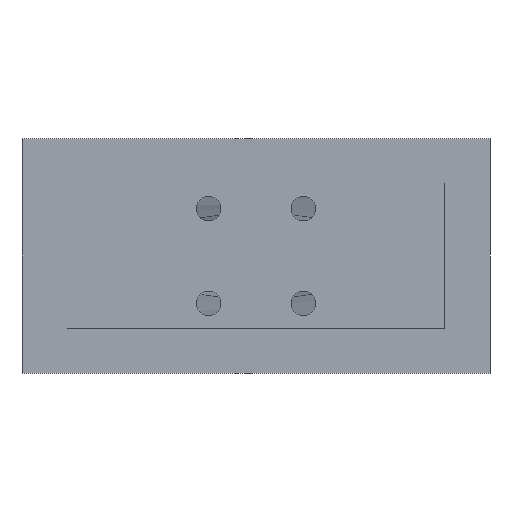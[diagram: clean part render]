
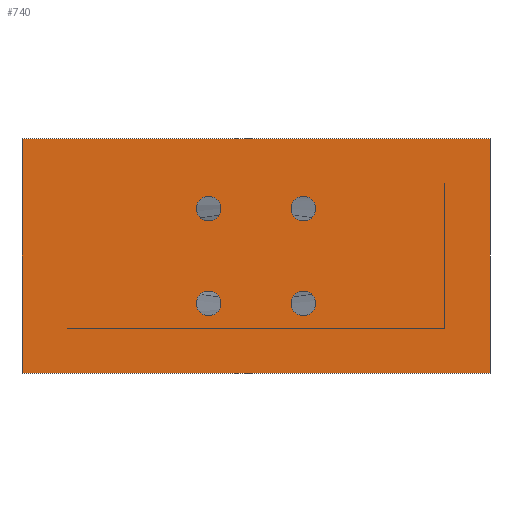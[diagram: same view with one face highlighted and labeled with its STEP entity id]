
A CAD part, left-side view. The second image highlights one B-rep face of the part: STEP entity #740.
In plain terms, the highlighted planar face has unit normal (-1, 0, 0).
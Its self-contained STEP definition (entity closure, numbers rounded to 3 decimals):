
#25=CIRCLE('',#779,1.1);
#26=CIRCLE('',#781,1.1);
#27=CIRCLE('',#783,1.1);
#28=CIRCLE('',#785,1.1);
#67=FACE_BOUND('',#161,.T.);
#68=FACE_BOUND('',#162,.T.);
#69=FACE_BOUND('',#163,.T.);
#70=FACE_BOUND('',#164,.T.);
#71=FACE_BOUND('',#165,.T.);
#111=FACE_OUTER_BOUND('',#160,.T.);
#160=EDGE_LOOP('',(#644,#645,#646,#647));
#161=EDGE_LOOP('',(#648));
#162=EDGE_LOOP('',(#649));
#163=EDGE_LOOP('',(#650));
#164=EDGE_LOOP('',(#651));
#165=EDGE_LOOP('',(#652,#653,#654,#655,#656,#657));
#186=LINE('',#1811,#212);
#191=LINE('',#1853,#217);
#192=LINE('',#2010,#218);
#193=LINE('',#2012,#219);
#194=LINE('',#2014,#220);
#195=LINE('',#2015,#221);
#212=VECTOR('',#837,10.);
#217=VECTOR('',#870,10.);
#218=VECTOR('',#885,10.);
#219=VECTOR('',#886,10.);
#220=VECTOR('',#887,10.);
#221=VECTOR('',#888,10.);
#288=B_SPLINE_CURVE_WITH_KNOTS('',3,(#1903,#1904,#1905,#1906),
 .UNSPECIFIED.,.F.,.F.,(4,4),(3.831,3.831),
 .UNSPECIFIED.);
#290=B_SPLINE_CURVE_WITH_KNOTS('',3,(#1944,#1945,#1946,#1947,#1948,#1949),
 .UNSPECIFIED.,.F.,.F.,(4,2,4),(0.397,1.046,1.696),
 .UNSPECIFIED.);
#292=B_SPLINE_CURVE_WITH_KNOTS('',3,(#1972,#1973,#1974,#1975,#1976,#1977),
 .UNSPECIFIED.,.F.,.F.,(4,2,4),(0.396,2.097,3.831),
 .UNSPECIFIED.);
#293=B_SPLINE_CURVE_WITH_KNOTS('',3,(#1994,#1995,#1996,#1997),
 .UNSPECIFIED.,.F.,.F.,(4,4),(0.397,0.397),
 .UNSPECIFIED.);
#340=VERTEX_POINT('',#1790);
#343=VERTEX_POINT('',#1809);
#349=VERTEX_POINT('',#1831);
#350=VERTEX_POINT('',#1835);
#351=VERTEX_POINT('',#1839);
#352=VERTEX_POINT('',#1843);
#353=VERTEX_POINT('',#1847);
#355=VERTEX_POINT('',#1898);
#356=VERTEX_POINT('',#1939);
#357=VERTEX_POINT('',#1967);
#362=VERTEX_POINT('',#2008);
#363=VERTEX_POINT('',#2009);
#364=VERTEX_POINT('',#2011);
#365=VERTEX_POINT('',#2013);
#436=EDGE_CURVE('',#343,#340,#186,.T.);
#444=EDGE_CURVE('',#349,#349,#25,.T.);
#446=EDGE_CURVE('',#350,#350,#26,.T.);
#448=EDGE_CURVE('',#351,#351,#27,.T.);
#450=EDGE_CURVE('',#352,#352,#28,.T.);
#452=EDGE_CURVE('',#353,#343,#191,.T.);
#456=EDGE_CURVE('',#353,#355,#288,.T.);
#458=EDGE_CURVE('',#355,#356,#290,.T.);
#460=EDGE_CURVE('',#356,#357,#292,.T.);
#461=EDGE_CURVE('',#357,#340,#293,.T.);
#466=EDGE_CURVE('',#362,#363,#192,.T.);
#467=EDGE_CURVE('',#363,#364,#193,.T.);
#468=EDGE_CURVE('',#364,#365,#194,.T.);
#469=EDGE_CURVE('',#365,#362,#195,.T.);
#644=ORIENTED_EDGE('',*,*,#466,.T.);
#645=ORIENTED_EDGE('',*,*,#467,.T.);
#646=ORIENTED_EDGE('',*,*,#468,.T.);
#647=ORIENTED_EDGE('',*,*,#469,.T.);
#648=ORIENTED_EDGE('',*,*,#450,.F.);
#649=ORIENTED_EDGE('',*,*,#448,.F.);
#650=ORIENTED_EDGE('',*,*,#446,.F.);
#651=ORIENTED_EDGE('',*,*,#444,.F.);
#652=ORIENTED_EDGE('',*,*,#456,.T.);
#653=ORIENTED_EDGE('',*,*,#458,.T.);
#654=ORIENTED_EDGE('',*,*,#460,.T.);
#655=ORIENTED_EDGE('',*,*,#461,.T.);
#656=ORIENTED_EDGE('',*,*,#436,.F.);
#657=ORIENTED_EDGE('',*,*,#452,.F.);
#704=PLANE('',#793);
#740=ADVANCED_FACE('',(#111,#67,#68,#69,#70,#71),#704,.F.);
#779=AXIS2_PLACEMENT_3D('',#1833,#851,#852);
#781=AXIS2_PLACEMENT_3D('',#1837,#856,#857);
#783=AXIS2_PLACEMENT_3D('',#1841,#861,#862);
#785=AXIS2_PLACEMENT_3D('',#1845,#866,#867);
#793=AXIS2_PLACEMENT_3D('',#2007,#883,#884);
#837=DIRECTION('',(0.,1.,0.));
#851=DIRECTION('center_axis',(-1.,0.,0.));
#852=DIRECTION('ref_axis',(0.,1.,0.));
#856=DIRECTION('center_axis',(-1.,0.,0.));
#857=DIRECTION('ref_axis',(0.,1.,0.));
#861=DIRECTION('center_axis',(-1.,0.,0.));
#862=DIRECTION('ref_axis',(0.,1.,0.));
#866=DIRECTION('center_axis',(-1.,0.,0.));
#867=DIRECTION('ref_axis',(0.,1.,0.));
#870=DIRECTION('',(0.,0.,-1.));
#883=DIRECTION('center_axis',(1.,0.,0.));
#884=DIRECTION('ref_axis',(0.,0.,-1.));
#885=DIRECTION('',(0.,-1.,0.));
#886=DIRECTION('',(0.,0.,1.));
#887=DIRECTION('',(0.,1.,0.));
#888=DIRECTION('',(0.,0.,-1.));
#1790=CARTESIAN_POINT('',(0.,15.961,-9.421));
#1809=CARTESIAN_POINT('',(0.,-17.871,-9.421));
#1811=CARTESIAN_POINT('',(0.,-17.871,-9.421));
#1831=CARTESIAN_POINT('',(0.,-6.3,-7.177));
#1833=CARTESIAN_POINT('Origin',(0.,-5.2,-7.177));
#1835=CARTESIAN_POINT('',(0.,-6.3,1.308));
#1837=CARTESIAN_POINT('Origin',(0.,-5.2,1.308));
#1839=CARTESIAN_POINT('',(0.,2.186,-7.177));
#1841=CARTESIAN_POINT('Origin',(0.,3.286,-7.177));
#1843=CARTESIAN_POINT('',(0.,2.186,1.308));
#1845=CARTESIAN_POINT('Origin',(0.,3.286,1.308));
#1847=CARTESIAN_POINT('',(0.,-17.871,3.56));
#1853=CARTESIAN_POINT('',(0.,-17.871,3.564));
#1898=CARTESIAN_POINT('',(0.,-17.876,3.56));
#1903=CARTESIAN_POINT('Ctrl Pts',(0.,-17.871,
3.56));
#1904=CARTESIAN_POINT('Ctrl Pts',(0.,-17.873,
3.56));
#1905=CARTESIAN_POINT('Ctrl Pts',(0.,-17.874,
3.56));
#1906=CARTESIAN_POINT('Ctrl Pts',(0.,-17.876,
3.56));
#1939=CARTESIAN_POINT('',(0.,-17.876,-9.428));
#1944=CARTESIAN_POINT('Ctrl Pts',(0.,-17.876,
3.56));
#1945=CARTESIAN_POINT('Ctrl Pts',(0.,-17.876,
1.393));
#1946=CARTESIAN_POINT('Ctrl Pts',(0.,-17.877,
-0.773));
#1947=CARTESIAN_POINT('Ctrl Pts',(0.,-17.877,
-5.095));
#1948=CARTESIAN_POINT('Ctrl Pts',(0.,-17.876,
-7.262));
#1949=CARTESIAN_POINT('Ctrl Pts',(0.,-17.876,
-9.428));
#1967=CARTESIAN_POINT('',(0.,15.961,-9.428));
#1972=CARTESIAN_POINT('Ctrl Pts',(0.,-17.876,
-9.428));
#1973=CARTESIAN_POINT('Ctrl Pts',(0.,-12.113,
-9.431));
#1974=CARTESIAN_POINT('Ctrl Pts',(0.,-6.257,-9.432));
#1975=CARTESIAN_POINT('Ctrl Pts',(0.,3.932,
-9.432));
#1976=CARTESIAN_POINT('Ctrl Pts',(0.,10.01,-9.431));
#1977=CARTESIAN_POINT('Ctrl Pts',(0.,15.961,-9.428));
#1994=CARTESIAN_POINT('Ctrl Pts',(0.,15.961,
-9.428));
#1995=CARTESIAN_POINT('Ctrl Pts',(0.,15.961,
-9.426));
#1996=CARTESIAN_POINT('Ctrl Pts',(0.,15.961,
-9.424));
#1997=CARTESIAN_POINT('Ctrl Pts',(0.,15.961,
-9.421));
#2007=CARTESIAN_POINT('Origin',(0.,-0.957,
-2.934));
#2008=CARTESIAN_POINT('',(0.,19.993,-13.434));
#2009=CARTESIAN_POINT('',(0.,-21.907,-13.434));
#2010=CARTESIAN_POINT('',(0.,19.993,-13.434));
#2011=CARTESIAN_POINT('',(0.,-21.907,7.566));
#2012=CARTESIAN_POINT('',(0.,-21.907,-13.434));
#2013=CARTESIAN_POINT('',(0.,19.993,7.566));
#2014=CARTESIAN_POINT('',(0.,-21.907,7.566));
#2015=CARTESIAN_POINT('',(0.,19.993,7.566));
